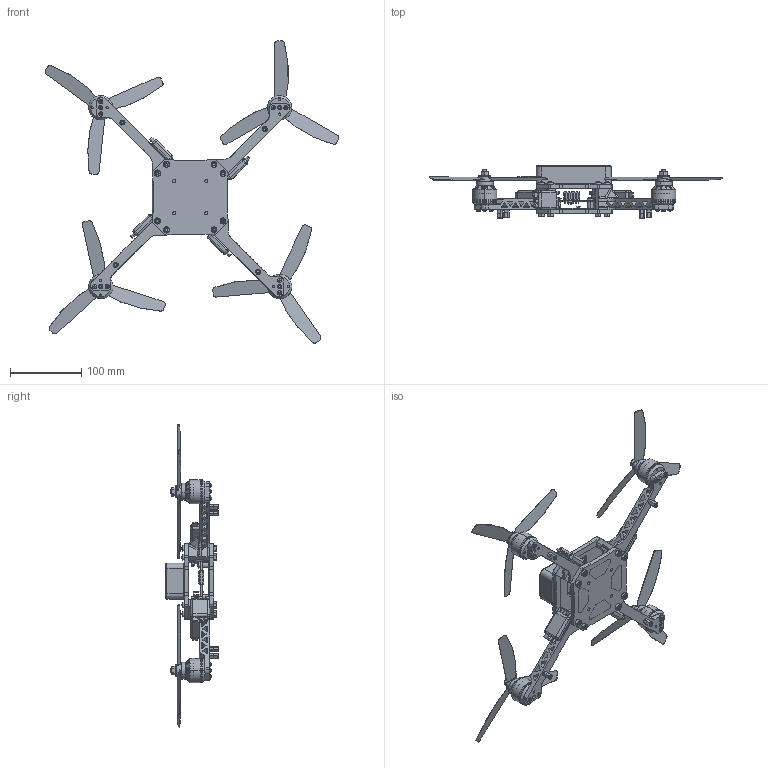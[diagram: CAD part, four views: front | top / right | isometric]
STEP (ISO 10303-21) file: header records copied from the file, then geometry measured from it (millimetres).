
FILE_DESCRIPTION(('FreeCAD Model'),'2;1');
FILE_NAME('Open CASCADE Shape Model','2025-05-02T07:04:11',('FreeCAD'),( 'FreeCAD'),'Open CASCADE STEP processor 7.6','FreeCAD','Unknown');
FILE_SCHEMA(('AUTOMOTIVE_DESIGN { 1 0 10303 214 1 1 1 1 }'));
Products named in the file (1): Open CASCADE STEP translator 7.6 1
Bounding box: 413.94 x 73.44 x 425.64 mm (x, y, z)
Volume: 462592.3 mm3; surface area: 244901.1 mm2
Topology: 67 solids, 67 shells, 3554 faces, 8900 edges, 5544 vertices
Faces by surface type: bspline 3554
Entity records: 104660 total; most frequent: CARTESIAN_POINT 53237, ORIENTED_EDGE 17736, EDGE_CURVE 8868, B_SPLINE_CURVE_WITH_KNOTS 5608, VERTEX_POINT 5544, FACE_BOUND 4028, EDGE_LOOP 4028, ADVANCED_FACE 3554
